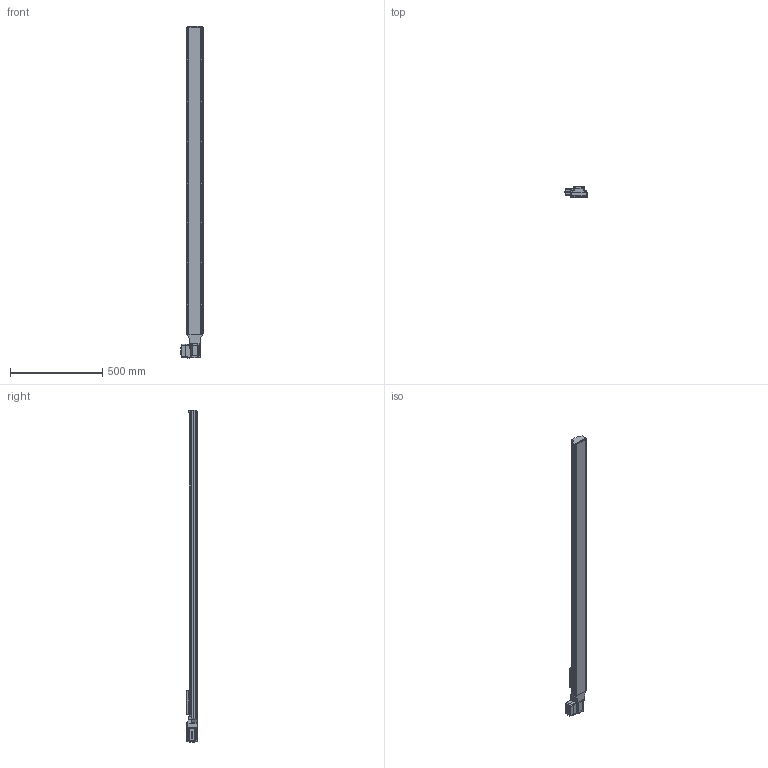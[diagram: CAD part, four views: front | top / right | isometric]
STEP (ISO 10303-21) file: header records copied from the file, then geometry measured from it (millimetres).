
FILE_DESCRIPTION (( 'STEP AP203' ), '1' );
FILE_NAME ('LRT1500xL-CT3A.step', '2023-05-25T20:44:12', ( '' ), ( '' ), 'SwSTEP 2.0', 'SolidWorks 2019', '' );
FILE_SCHEMA (( 'CONFIG_CONTROL_DESIGN' ));
Length unit declared in the file: millimetre
Products named in the file (4): LRT_base^LRT_LRT1500; LRT_motor^LRT_LRT-T3A; LRT1500xL-CT3A; LRT_carriage^LRT_LRT
Assembly tree (3 placements, depth 2):
  LRT1500xL-CT3A
    LRT_base^LRT_LRT1500
    LRT_motor^LRT_LRT-T3A
    LRT_carriage^LRT_LRT
Bounding box: 120.76 x 58 x 1799 mm (x, y, z)
Volume: 6376842.8 mm3; surface area: 836976.6 mm2
Topology: 30 solids, 30 shells, 1093 faces, 2955 edges, 1960 vertices
Faces by surface type: plane 569, cylinder 496, bspline 18, sphere 4, torus 4, cone 2
Entity records: 36302 total; most frequent: CARTESIAN_POINT 7715, DIRECTION 6001, ORIENTED_EDGE 5878, EDGE_CURVE 2939, AXIS2_PLACEMENT_3D 2191, VERTEX_POINT 1952, VECTOR 1619, LINE 1619
